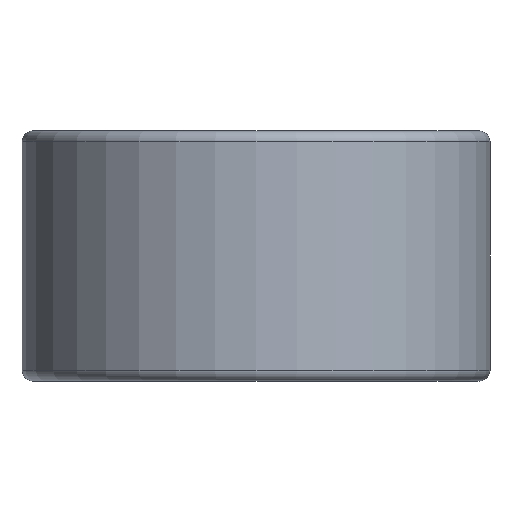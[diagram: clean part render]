
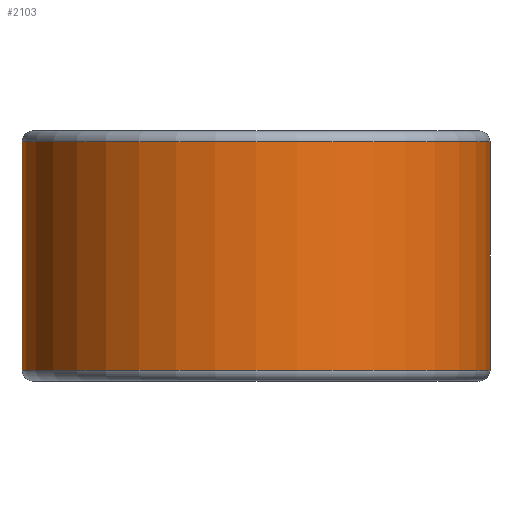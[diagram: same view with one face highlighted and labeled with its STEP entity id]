
A CAD part, front view. The second image highlights one B-rep face of the part: STEP entity #2103.
In plain terms, the highlighted cylindrical face has radius 16.269 mm (diameter 32.537 mm), a partial arc.
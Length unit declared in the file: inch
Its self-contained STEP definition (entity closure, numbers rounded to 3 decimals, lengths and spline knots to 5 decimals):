
#51 = EDGE_CURVE ( 'NONE', #467, #533, #710, .T. ) ;
#201 = CARTESIAN_POINT ( 'NONE',  ( 1.203, -1.593, 0.3125 ) ) ;
#382 = CARTESIAN_POINT ( 'NONE',  ( -0.078, -1.593, 0.3125 ) ) ;
#426 = LINE ( 'NONE', #2434, #2041 ) ;
#467 = VERTEX_POINT ( 'NONE', #1541 ) ;
#533 = VERTEX_POINT ( 'NONE', #725 ) ;
#710 = CIRCLE ( 'NONE', #1061, 0.6405 ) ;
#721 = DIRECTION ( 'NONE',  ( 1., 0., 0. ) ) ;
#725 = CARTESIAN_POINT ( 'NONE',  ( 1.203, -1.593, -0.3125 ) ) ;
#775 = ORIENTED_EDGE ( 'NONE', *, *, #1547, .T. ) ;
#842 = EDGE_CURVE ( 'NONE', #1500, #467, #2278, .T. ) ;
#953 = FACE_OUTER_BOUND ( 'NONE', #2107, .T. ) ;
#1061 = AXIS2_PLACEMENT_3D ( 'NONE', #1766, #1776, #721 ) ;
#1243 = DIRECTION ( 'NONE',  ( 0., 0., 1. ) ) ;
#1402 = ORIENTED_EDGE ( 'NONE', *, *, #1662, .F. ) ;
#1500 = VERTEX_POINT ( 'NONE', #1636 ) ;
#1541 = CARTESIAN_POINT ( 'NONE',  ( -0.078, -1.593, -0.3125 ) ) ;
#1547 = EDGE_CURVE ( 'NONE', #533, #2194, #426, .T. ) ;
#1636 = CARTESIAN_POINT ( 'NONE',  ( -0.078, -1.593, 0.3125 ) ) ;
#1656 = ORIENTED_EDGE ( 'NONE', *, *, #842, .T. ) ;
#1662 = EDGE_CURVE ( 'NONE', #1500, #2194, #2267, .T. ) ;
#1729 = VECTOR ( 'NONE', #1860, 39.37008 ) ;
#1756 = CYLINDRICAL_SURFACE ( 'NONE', #2182, 0.6405 ) ;
#1766 = CARTESIAN_POINT ( 'NONE',  ( 0.5625, -1.593, -0.3125 ) ) ;
#1776 = DIRECTION ( 'NONE',  ( 0., 0., 1. ) ) ;
#1794 = ORIENTED_EDGE ( 'NONE', *, *, #51, .T. ) ;
#1853 = CARTESIAN_POINT ( 'NONE',  ( 0.5625, -1.593, 0. ) ) ;
#1860 = DIRECTION ( 'NONE',  ( 0., 0., -1. ) ) ;
#1867 = DIRECTION ( 'NONE',  ( 1., 0., 0. ) ) ;
#2013 = AXIS2_PLACEMENT_3D ( 'NONE', #2473, #1243, #2682 ) ;
#2041 = VECTOR ( 'NONE', #2045, 39.37008 ) ;
#2045 = DIRECTION ( 'NONE',  ( 0., 0., 1. ) ) ;
#2103 = ADVANCED_FACE ( 'NONE', ( #953 ), #1756, .T. ) ;
#2107 = EDGE_LOOP ( 'NONE', ( #1794, #775, #1402, #1656 ) ) ;
#2182 = AXIS2_PLACEMENT_3D ( 'NONE', #1853, #2256, #1867 ) ;
#2194 = VERTEX_POINT ( 'NONE', #201 ) ;
#2256 = DIRECTION ( 'NONE',  ( 0., 0., 1. ) ) ;
#2267 = CIRCLE ( 'NONE', #2013, 0.6405 ) ;
#2278 = LINE ( 'NONE', #382, #1729 ) ;
#2434 = CARTESIAN_POINT ( 'NONE',  ( 1.203, -1.593, 0. ) ) ;
#2473 = CARTESIAN_POINT ( 'NONE',  ( 0.5625, -1.593, 0.3125 ) ) ;
#2682 = DIRECTION ( 'NONE',  ( 1., 0., 0. ) ) ;
